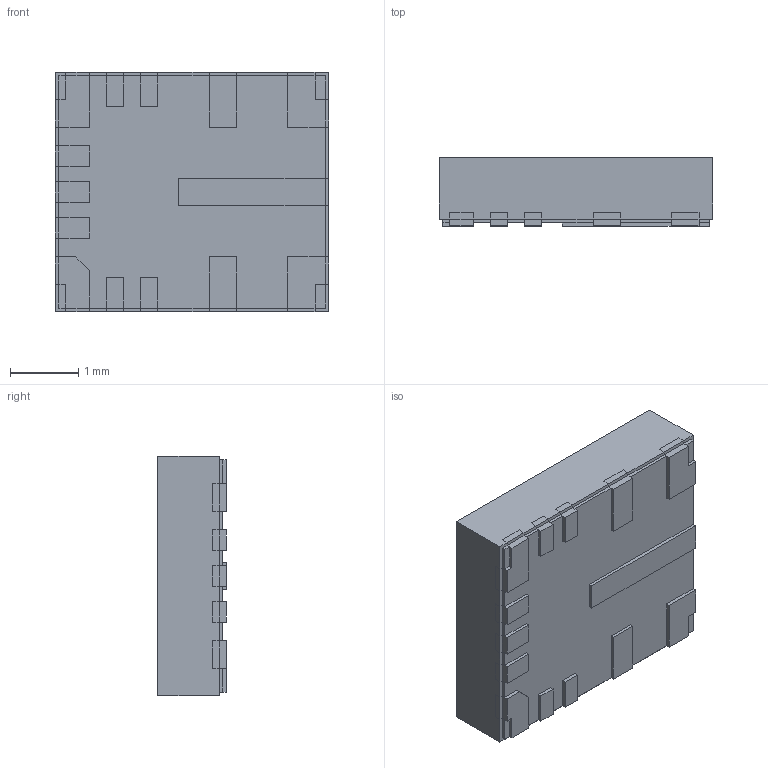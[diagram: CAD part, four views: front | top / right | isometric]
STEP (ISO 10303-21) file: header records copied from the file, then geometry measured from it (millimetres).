
FILE_DESCRIPTION (( 'STEP AP214' ), '1' );
FILE_NAME ('LM61460AANRJRR.STEP', '2023-10-13T06:54:54', ( '' ), ( '' ), 'SwSTEP 2.0', 'SolidWorks 2021', '' );
FILE_SCHEMA (( 'AUTOMOTIVE_DESIGN' ));
Length unit declared in the file: millimetre
Products named in the file (1): LM61460AANRJRR
Bounding box: 4 x 1 x 3.5 mm (x, y, z)
Volume: 13.4 mm3; surface area: 59.3 mm2
Topology: 16 solids, 16 shells, 247 faces, 642 edges, 428 vertices
Faces by surface type: plane 243, cylinder 4
Entity records: 7573 total; most frequent: CARTESIAN_POINT 1318, ORIENTED_EDGE 1284, DIRECTION 1146, EDGE_CURVE 642, LINE 634, VECTOR 634, VERTEX_POINT 428, AXIS2_PLACEMENT_3D 256
